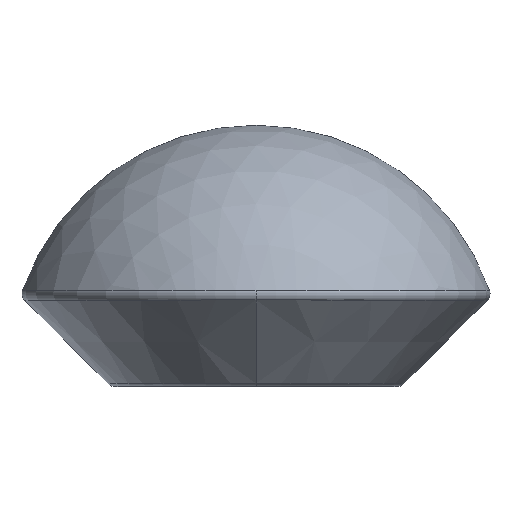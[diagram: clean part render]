
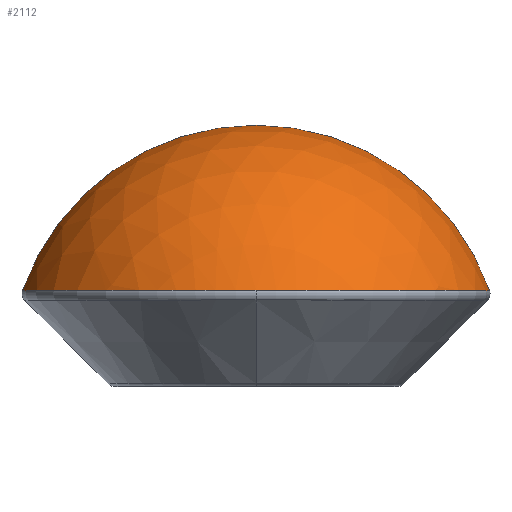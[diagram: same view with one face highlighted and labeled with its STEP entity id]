
A CAD part, top view. The second image highlights one B-rep face of the part: STEP entity #2112.
In plain terms, the highlighted spherical face has radius 6.677 mm.
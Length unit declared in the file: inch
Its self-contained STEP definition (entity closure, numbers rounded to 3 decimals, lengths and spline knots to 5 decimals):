
#45 = VERTEX_POINT ( 'NONE', #522 ) ;
#55 = VERTEX_POINT ( 'NONE', #531 ) ;
#273 = EDGE_LOOP ( 'NONE', ( #7222, #7224, #7223, #7225 ) ) ;
#522 = CARTESIAN_POINT ( 'NONE',  ( 0., 0.11071, 0.74797 ) ) ;
#531 = CARTESIAN_POINT ( 'NONE',  ( 0.24797, 0.11071, 0.5 ) ) ;
#888 = CARTESIAN_POINT ( 'NONE',  ( 0., 0.11071, 0.5 ) ) ;
#913 = DIRECTION ( 'NONE',  ( 0., -1., 0. ) ) ;
#914 = DIRECTION ( 'NONE',  ( 0., 0., -1. ) ) ;
#915 = CARTESIAN_POINT ( 'NONE',  ( 0., 0.02342, 0.5 ) ) ;
#916 = DIRECTION ( 'NONE',  ( 0., 0., -1. ) ) ;
#917 = DIRECTION ( 'NONE',  ( -1., 0., 0. ) ) ;
#918 = CARTESIAN_POINT ( 'NONE',  ( 0., 0.02342, 0.5 ) ) ;
#919 = DIRECTION ( 'NONE',  ( 0., 0., 1. ) ) ;
#920 = DIRECTION ( 'NONE',  ( 1., 0., 0. ) ) ;
#927 = CARTESIAN_POINT ( 'NONE',  ( 0., 0.11071, 0.5 ) ) ;
#928 = DIRECTION ( 'NONE',  ( 0., -1., 0. ) ) ;
#929 = DIRECTION ( 'NONE',  ( 0., 0., -1. ) ) ;
#1406 = AXIS2_PLACEMENT_3D ( 'NONE', #6952, #6953, #6954 ) ;
#1410 = FACE_OUTER_BOUND ( 'NONE', #273, .T. ) ;
#1433 = SPHERICAL_SURFACE ( 'NONE', #1406, 0.26288 ) ;
#2054 = AXIS2_PLACEMENT_3D ( 'NONE', #927, #928, #929 ) ;
#2059 = AXIS2_PLACEMENT_3D ( 'NONE', #888, #913, #914 ) ;
#2068 = AXIS2_PLACEMENT_3D ( 'NONE', #915, #916, #917 ) ;
#2069 = AXIS2_PLACEMENT_3D ( 'NONE', #918, #919, #920 ) ;
#2112 = ADVANCED_FACE ( 'NONE', ( #1410 ), #1433, .T. ) ;
#2405 = EDGE_CURVE ( 'NONE', #45, #6347, #3990, .T. ) ;
#2406 = EDGE_CURVE ( 'NONE', #6353, #55, #3991, .T. ) ;
#2407 = EDGE_CURVE ( 'NONE', #6353, #6347, #3992, .T. ) ;
#2410 = EDGE_CURVE ( 'NONE', #55, #45, #3995, .T. ) ;
#3990 = CIRCLE ( 'NONE', #2059, 0.24797 ) ;
#3991 = CIRCLE ( 'NONE', #2068, 0.26288 ) ;
#3992 = CIRCLE ( 'NONE', #2069, 0.26288 ) ;
#3995 = CIRCLE ( 'NONE', #2054, 0.24797 ) ;
#5626 = CARTESIAN_POINT ( 'NONE',  ( -0.24797, 0.11071, 0.5 ) ) ;
#5632 = CARTESIAN_POINT ( 'NONE',  ( 0., 0.2863, 0.5 ) ) ;
#6347 = VERTEX_POINT ( 'NONE', #5626 ) ;
#6353 = VERTEX_POINT ( 'NONE', #5632 ) ;
#6952 = CARTESIAN_POINT ( 'NONE',  ( 0., 0.02342, 0.5 ) ) ;
#6953 = DIRECTION ( 'NONE',  ( 0., 0., 1. ) ) ;
#6954 = DIRECTION ( 'NONE',  ( 1., 0., 0. ) ) ;
#7222 = ORIENTED_EDGE ( 'NONE', *, *, #2406, .F. ) ;
#7223 = ORIENTED_EDGE ( 'NONE', *, *, #2405, .F. ) ;
#7224 = ORIENTED_EDGE ( 'NONE', *, *, #2407, .T. ) ;
#7225 = ORIENTED_EDGE ( 'NONE', *, *, #2410, .F. ) ;
